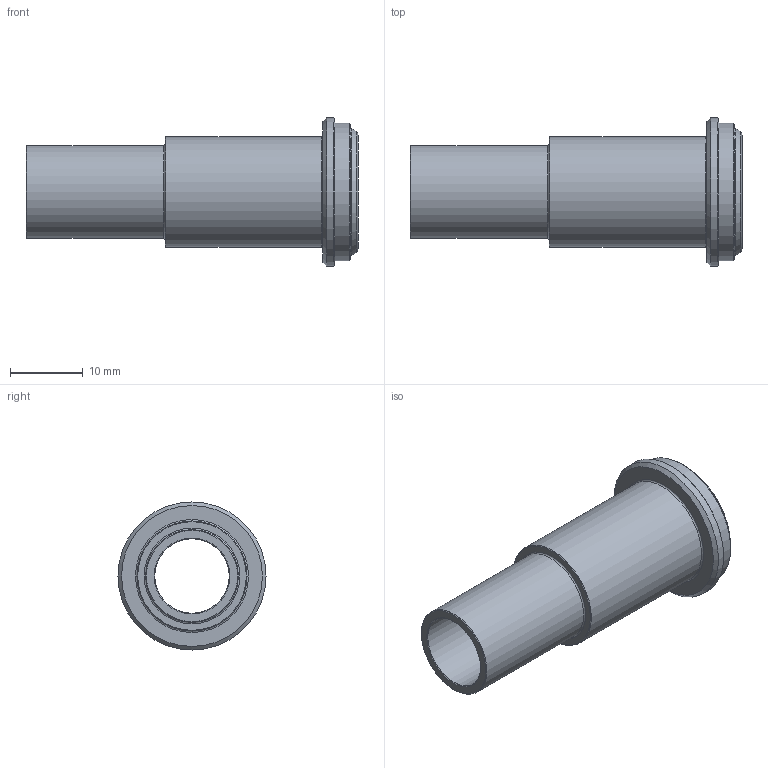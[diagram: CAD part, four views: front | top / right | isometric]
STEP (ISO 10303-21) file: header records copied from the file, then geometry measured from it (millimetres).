
FILE_DESCRIPTION(/* description */ (''),/* implementation_level */ '2;1');
FILE_NAME(/* name */ 'SM8MG19.stp',/* time_stamp */ '2025-03-10T14:05:22+09:00',/* author */ ('user'),/* organization */ (''),/* preprocessor_version */ 'ST-DEVELOPER v20',/* originating_system */ 'Autodesk Inventor 2022',/* authorisation */ '');
FILE_SCHEMA (('AUTOMOTIVE_DESIGN { 1 0 10303 214 3 1 1 }'));
Length unit declared in the file: millimetre
Products named in the file (1): SM8MG19
Bounding box: 45.5 x 20.3 x 20.3 mm (x, y, z)
Volume: 3790.3 mm3; surface area: 3923.3 mm2
Topology: 1 solids, 1 shells, 25 faces, 52 edges, 32 vertices
Faces by surface type: cone 9, cylinder 6, torus 5, plane 5
Full cylindrical faces by diameter (mm): 10.2 x1, 12.7 x1, 13.9 x1, 15.1 x1, 18.8 x1, 20.3 x1
Entity records: 726 total; most frequent: DIRECTION 141, CARTESIAN_POINT 110, ORIENTED_EDGE 104, AXIS2_PLACEMENT_3D 63, EDGE_CURVE 52, CIRCLE 37, VERTEX_POINT 32, EDGE_LOOP 30
